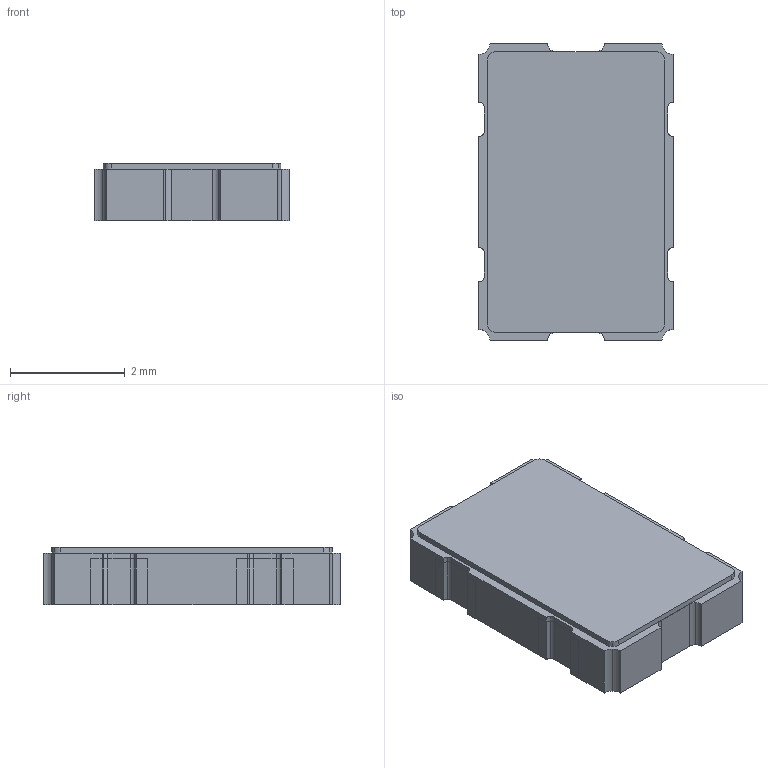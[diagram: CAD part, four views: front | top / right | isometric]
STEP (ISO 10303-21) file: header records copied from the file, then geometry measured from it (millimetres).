
FILE_DESCRIPTION((''),'2;1');
FILE_NAME('OSCSC254P320X500X110-4N.stp','2009-12-10T10:53:39',(''),(''),'Mechanical Desktop 2006','Mechanical Desktop 2006',', , ');
FILE_SCHEMA(('AUTOMOTIVE_DESIGN { 1 2 10303 214 0 1 1 1 }'));
Length unit declared in the file: millimetre
Products named in the file (1): Product
Bounding box: 3.4 x 5.2 x 1 mm (x, y, z)
Volume: 16.9 mm3; surface area: 107.6 mm2
Topology: 6 solids, 6 shells, 128 faces, 348 edges, 233 vertices
Faces by surface type: plane 72, cylinder 56
Entity records: 4127 total; most frequent: DIRECTION 718, CARTESIAN_POINT 710, ORIENTED_EDGE 696, EDGE_CURVE 348, AXIS2_PLACEMENT_3D 241, VECTOR 236, LINE 236, VERTEX_POINT 232
